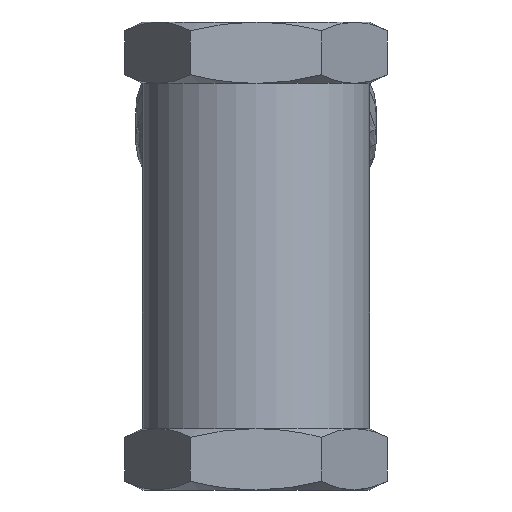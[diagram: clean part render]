
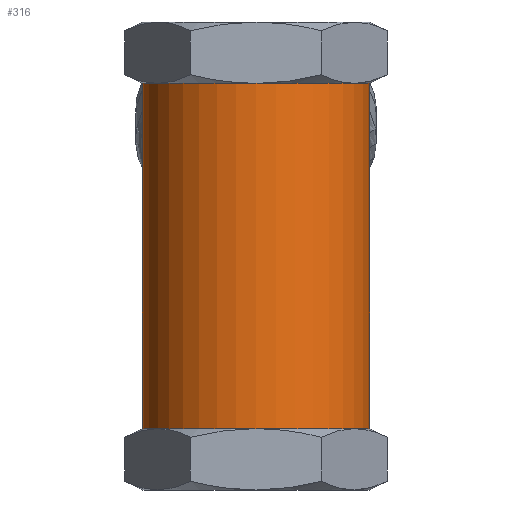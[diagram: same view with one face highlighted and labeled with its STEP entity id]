
A CAD part, front view. The second image highlights one B-rep face of the part: STEP entity #316.
In plain terms, the highlighted cylindrical face has radius 33.25 mm (diameter 66.5 mm), a partial arc.
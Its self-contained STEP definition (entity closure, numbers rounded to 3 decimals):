
#201 = VERTEX_POINT ( 'NONE', #1536 ) ;
#219 = EDGE_CURVE ( 'NONE', #220, #221, #1600, .T. ) ;
#220 = VERTEX_POINT ( 'NONE', #1591 ) ;
#221 = VERTEX_POINT ( 'NONE', #1590 ) ;
#230 = EDGE_CURVE ( 'NONE', #231, #201, #1632, .T. ) ;
#231 = VERTEX_POINT ( 'NONE', #1625 ) ;
#238 = VERTEX_POINT ( 'NONE', #1617 ) ;
#239 = VERTEX_POINT ( 'NONE', #1616 ) ;
#240 = VERTEX_POINT ( 'NONE', #1615 ) ;
#242 = EDGE_CURVE ( 'NONE', #259, #243, #1614, .T. ) ;
#243 = VERTEX_POINT ( 'NONE', #1610 ) ;
#258 = EDGE_CURVE ( 'NONE', #201, #259, #1645, .T. ) ;
#259 = VERTEX_POINT ( 'NONE', #1641 ) ;
#285 = EDGE_CURVE ( 'NONE', #243, #310, #1733, .T. ) ;
#286 = ORIENTED_EDGE ( 'NONE', *, *, #242, .F. ) ;
#299 = ORIENTED_EDGE ( 'NONE', *, *, #300, .F. ) ;
#300 = EDGE_CURVE ( 'NONE', #239, #238, #1762, .T. ) ;
#301 = ORIENTED_EDGE ( 'NONE', *, *, #302, .T. ) ;
#302 = EDGE_CURVE ( 'NONE', #239, #240, #1763, .T. ) ;
#303 = ORIENTED_EDGE ( 'NONE', *, *, #315, .T. ) ;
#304 = ORIENTED_EDGE ( 'NONE', *, *, #219, .F. ) ;
#305 = ORIENTED_EDGE ( 'NONE', *, *, #306, .F. ) ;
#306 = EDGE_CURVE ( 'NONE', #307, #220, #1754, .T. ) ;
#307 = VERTEX_POINT ( 'NONE', #1749 ) ;
#308 = ORIENTED_EDGE ( 'NONE', *, *, #309, .F. ) ;
#309 = EDGE_CURVE ( 'NONE', #310, #307, #1748, .T. ) ;
#310 = VERTEX_POINT ( 'NONE', #1743 ) ;
#311 = ORIENTED_EDGE ( 'NONE', *, *, #285, .F. ) ;
#315 = EDGE_CURVE ( 'NONE', #240, #221, #1742, .T. ) ;
#316 = ADVANCED_FACE ( 'NONE', ( #1793 ), #1791, .T. ) ;
#317 = EDGE_LOOP ( 'NONE', ( #318, #319, #320, #323, #299, #301, #303, #304, #305, #308, #311, #286 ) ) ;
#318 = ORIENTED_EDGE ( 'NONE', *, *, #258, .F. ) ;
#319 = ORIENTED_EDGE ( 'NONE', *, *, #230, .F. ) ;
#320 = ORIENTED_EDGE ( 'NONE', *, *, #321, .F. ) ;
#321 = EDGE_CURVE ( 'NONE', #322, #231, #1786, .T. ) ;
#322 = VERTEX_POINT ( 'NONE', #1782 ) ;
#323 = ORIENTED_EDGE ( 'NONE', *, *, #324, .F. ) ;
#324 = EDGE_CURVE ( 'NONE', #238, #322, #1781, .T. ) ;
#1536 = CARTESIAN_POINT ( 'NONE',  ( 33.25, 0., 119. ) ) ;
#1590 = CARTESIAN_POINT ( 'NONE',  ( -33.25, 0., 18. ) ) ;
#1591 = CARTESIAN_POINT ( 'NONE',  ( -28.795, -16.625, 18. ) ) ;
#1592 = DIRECTION ( 'NONE',  ( -1., 0., 0. ) ) ;
#1593 = DIRECTION ( 'NONE',  ( 0., 0., -1. ) ) ;
#1594 = CARTESIAN_POINT ( 'NONE',  ( 0., 0., 18. ) ) ;
#1595 = AXIS2_PLACEMENT_3D ( 'NONE', #1594, #1593, #1592 ) ;
#1600 = CIRCLE ( 'NONE', #1595, 33.25 ) ;
#1610 = CARTESIAN_POINT ( 'NONE',  ( 33.25, 0., 18. ) ) ;
#1611 = DIRECTION ( 'NONE',  ( 0., 0., -1. ) ) ;
#1612 = VECTOR ( 'NONE', #1611, 1000. ) ;
#1613 = CARTESIAN_POINT ( 'NONE',  ( 33.25, 0., 137. ) ) ;
#1614 = LINE ( 'NONE', #1613, #1612 ) ;
#1615 = CARTESIAN_POINT ( 'NONE',  ( -33.25, 0., 48. ) ) ;
#1616 = CARTESIAN_POINT ( 'NONE',  ( -33.25, 0., 119. ) ) ;
#1617 = CARTESIAN_POINT ( 'NONE',  ( -28.795, -16.625, 119. ) ) ;
#1625 = CARTESIAN_POINT ( 'NONE',  ( 28.795, -16.625, 119. ) ) ;
#1626 = DIRECTION ( 'NONE',  ( 1., 0., 0. ) ) ;
#1627 = DIRECTION ( 'NONE',  ( 0., 0., 1. ) ) ;
#1628 = CARTESIAN_POINT ( 'NONE',  ( 0., 0., 119. ) ) ;
#1629 = AXIS2_PLACEMENT_3D ( 'NONE', #1628, #1627, #1626 ) ;
#1632 = CIRCLE ( 'NONE', #1629, 33.25 ) ;
#1641 = CARTESIAN_POINT ( 'NONE',  ( 33.25, 0., 48. ) ) ;
#1642 = DIRECTION ( 'NONE',  ( 0., 0., -1. ) ) ;
#1643 = VECTOR ( 'NONE', #1642, 1000. ) ;
#1644 = CARTESIAN_POINT ( 'NONE',  ( 33.25, 0., 137. ) ) ;
#1645 = LINE ( 'NONE', #1644, #1643 ) ;
#1729 = DIRECTION ( 'NONE',  ( -1., 0., 0. ) ) ;
#1730 = DIRECTION ( 'NONE',  ( 0., 0., -1. ) ) ;
#1731 = CARTESIAN_POINT ( 'NONE',  ( 0., 0., 18. ) ) ;
#1732 = AXIS2_PLACEMENT_3D ( 'NONE', #1731, #1730, #1729 ) ;
#1733 = CIRCLE ( 'NONE', #1732, 33.25 ) ;
#1742 = LINE ( 'NONE', #1796, #1795 ) ;
#1743 = CARTESIAN_POINT ( 'NONE',  ( 28.795, -16.625, 18. ) ) ;
#1744 = DIRECTION ( 'NONE',  ( -1., 0., 0. ) ) ;
#1745 = DIRECTION ( 'NONE',  ( 0., 0., -1. ) ) ;
#1746 = CARTESIAN_POINT ( 'NONE',  ( 0., 0., 18. ) ) ;
#1747 = AXIS2_PLACEMENT_3D ( 'NONE', #1746, #1745, #1744 ) ;
#1748 = CIRCLE ( 'NONE', #1747, 33.25 ) ;
#1749 = CARTESIAN_POINT ( 'NONE',  ( 0., -33.25, 18. ) ) ;
#1750 = DIRECTION ( 'NONE',  ( -1., 0., 0. ) ) ;
#1751 = DIRECTION ( 'NONE',  ( 0., 0., -1. ) ) ;
#1752 = CARTESIAN_POINT ( 'NONE',  ( 0., 0., 18. ) ) ;
#1753 = AXIS2_PLACEMENT_3D ( 'NONE', #1752, #1751, #1750 ) ;
#1754 = CIRCLE ( 'NONE', #1753, 33.25 ) ;
#1755 = DIRECTION ( 'NONE',  ( 0., 0., -1. ) ) ;
#1756 = VECTOR ( 'NONE', #1755, 1000. ) ;
#1757 = CARTESIAN_POINT ( 'NONE',  ( -33.25, 0., 137. ) ) ;
#1758 = DIRECTION ( 'NONE',  ( 1., 0., 0. ) ) ;
#1759 = DIRECTION ( 'NONE',  ( 0., 0., 1. ) ) ;
#1760 = CARTESIAN_POINT ( 'NONE',  ( 0., 0., 119. ) ) ;
#1761 = AXIS2_PLACEMENT_3D ( 'NONE', #1760, #1759, #1758 ) ;
#1762 = CIRCLE ( 'NONE', #1761, 33.25 ) ;
#1763 = LINE ( 'NONE', #1757, #1756 ) ;
#1777 = DIRECTION ( 'NONE',  ( 1., 0., 0. ) ) ;
#1778 = DIRECTION ( 'NONE',  ( 0., 0., 1. ) ) ;
#1779 = CARTESIAN_POINT ( 'NONE',  ( 0., 0., 119. ) ) ;
#1780 = AXIS2_PLACEMENT_3D ( 'NONE', #1779, #1778, #1777 ) ;
#1781 = CIRCLE ( 'NONE', #1780, 33.25 ) ;
#1782 = CARTESIAN_POINT ( 'NONE',  ( 0., -33.25, 119. ) ) ;
#1783 = DIRECTION ( 'NONE',  ( 1., 0., 0. ) ) ;
#1784 = DIRECTION ( 'NONE',  ( 0., 0., 1. ) ) ;
#1785 = AXIS2_PLACEMENT_3D ( 'NONE', #1792, #1784, #1783 ) ;
#1786 = CIRCLE ( 'NONE', #1785, 33.25 ) ;
#1787 = DIRECTION ( 'NONE',  ( -1., 0., 0. ) ) ;
#1788 = DIRECTION ( 'NONE',  ( 0., 0., -1. ) ) ;
#1789 = CARTESIAN_POINT ( 'NONE',  ( 0., 0., 137. ) ) ;
#1790 = AXIS2_PLACEMENT_3D ( 'NONE', #1789, #1788, #1787 ) ;
#1791 = CYLINDRICAL_SURFACE ( 'NONE', #1790, 33.25 ) ;
#1792 = CARTESIAN_POINT ( 'NONE',  ( 0., 0., 119. ) ) ;
#1793 = FACE_OUTER_BOUND ( 'NONE', #317, .T. ) ;
#1794 = DIRECTION ( 'NONE',  ( 0., 0., -1. ) ) ;
#1795 = VECTOR ( 'NONE', #1794, 1000. ) ;
#1796 = CARTESIAN_POINT ( 'NONE',  ( -33.25, 0., 137. ) ) ;
